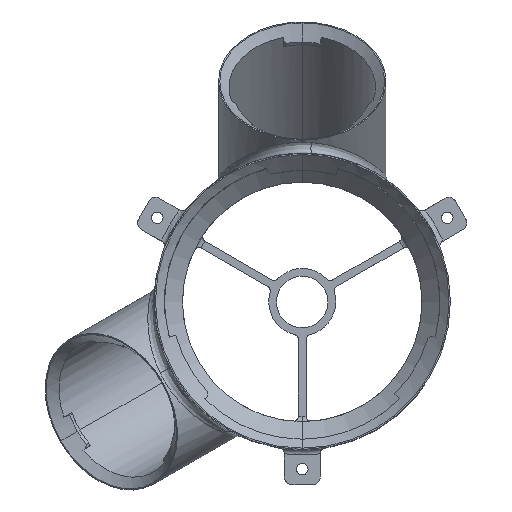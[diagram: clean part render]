
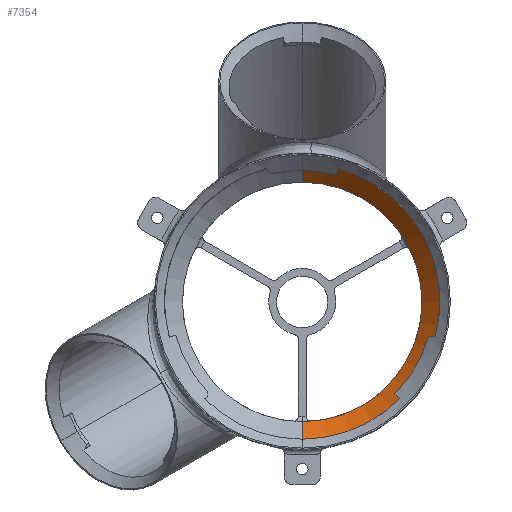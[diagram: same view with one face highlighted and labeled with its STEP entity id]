
A CAD part, top view. The second image highlights one B-rep face of the part: STEP entity #7354.
In plain terms, the highlighted conical face has half-angle 45 degrees and reference radius 53.5 mm.
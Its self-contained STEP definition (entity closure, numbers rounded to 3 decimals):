
#132 = VECTOR ( 'NONE', #3188, 1000. ) ;
#223 = DIRECTION ( 'NONE',  ( 0., 0., -1. ) ) ;
#407 = ORIENTED_EDGE ( 'NONE', *, *, #5257, .T. ) ;
#547 = EDGE_CURVE ( 'NONE', #2091, #1246, #7338, .T. ) ;
#684 = ORIENTED_EDGE ( 'NONE', *, *, #4440, .T. ) ;
#791 = DIRECTION ( 'NONE',  ( 0., 0., 1. ) ) ;
#1085 = DIRECTION ( 'NONE',  ( 0., 1., 0. ) ) ;
#1242 = VECTOR ( 'NONE', #6090, 1000. ) ;
#1246 = VERTEX_POINT ( 'NONE', #7978 ) ;
#1734 = CONICAL_SURFACE ( 'NONE', #2632, 53.5, 0.785 ) ;
#1994 = ORIENTED_EDGE ( 'NONE', *, *, #547, .F. ) ;
#2091 = VERTEX_POINT ( 'NONE', #2958 ) ;
#2331 = DIRECTION ( 'NONE',  ( 0., -1., 0. ) ) ;
#2584 = CIRCLE ( 'NONE', #5449, 53.5 ) ;
#2632 = AXIS2_PLACEMENT_3D ( 'NONE', #6868, #791, #2331 ) ;
#2958 = CARTESIAN_POINT ( 'NONE',  ( 0., 46.5, 11. ) ) ;
#3188 = DIRECTION ( 'NONE',  ( 0., -0.707, 0.707 ) ) ;
#3252 = DIRECTION ( 'NONE',  ( 0., 0., -1. ) ) ;
#3282 = DIRECTION ( 'NONE',  ( 0., 1., 0. ) ) ;
#3949 = CIRCLE ( 'NONE', #7707, 46.5 ) ;
#4071 = CARTESIAN_POINT ( 'NONE',  ( 0., 0., 11. ) ) ;
#4440 = EDGE_CURVE ( 'NONE', #6036, #7137, #9746, .T. ) ;
#5257 = EDGE_CURVE ( 'NONE', #2091, #6036, #3949, .T. ) ;
#5449 = AXIS2_PLACEMENT_3D ( 'NONE', #8626, #3252, #3282 ) ;
#5453 = CARTESIAN_POINT ( 'NONE',  ( 0., 53.5, 18. ) ) ;
#6036 = VERTEX_POINT ( 'NONE', #6283 ) ;
#6090 = DIRECTION ( 'NONE',  ( 0., 0.707, 0.707 ) ) ;
#6283 = CARTESIAN_POINT ( 'NONE',  ( 0., -46.5, 11. ) ) ;
#6775 = CARTESIAN_POINT ( 'NONE',  ( 0., -53.5, 18. ) ) ;
#6868 = CARTESIAN_POINT ( 'NONE',  ( 0., 0., 18. ) ) ;
#7137 = VERTEX_POINT ( 'NONE', #6775 ) ;
#7338 = LINE ( 'NONE', #5453, #1242 ) ;
#7354 = ADVANCED_FACE ( 'NONE', ( #7822 ), #1734, .F. ) ;
#7479 = EDGE_CURVE ( 'NONE', #1246, #7137, #2584, .T. ) ;
#7707 = AXIS2_PLACEMENT_3D ( 'NONE', #4071, #223, #1085 ) ;
#7822 = FACE_OUTER_BOUND ( 'NONE', #8320, .T. ) ;
#7978 = CARTESIAN_POINT ( 'NONE',  ( 0., 53.5, 18. ) ) ;
#8310 = ORIENTED_EDGE ( 'NONE', *, *, #7479, .F. ) ;
#8320 = EDGE_LOOP ( 'NONE', ( #1994, #407, #684, #8310 ) ) ;
#8626 = CARTESIAN_POINT ( 'NONE',  ( 0., 0., 18. ) ) ;
#8631 = CARTESIAN_POINT ( 'NONE',  ( 0., -53.5, 18. ) ) ;
#9746 = LINE ( 'NONE', #8631, #132 ) ;
